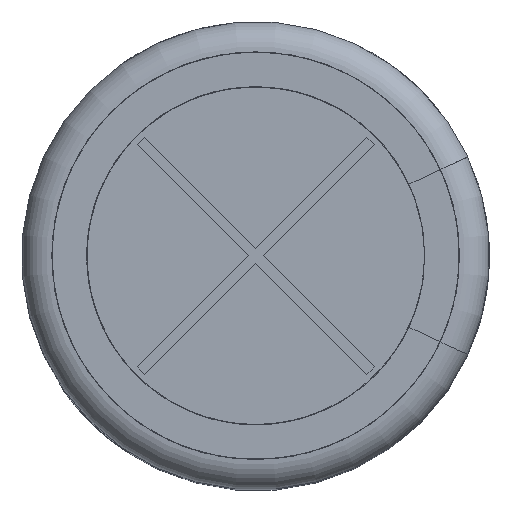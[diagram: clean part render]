
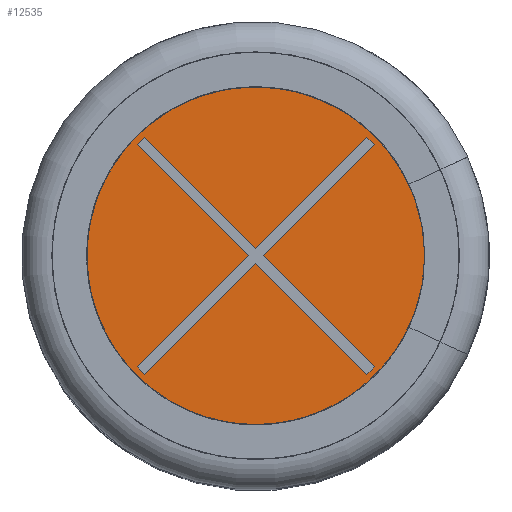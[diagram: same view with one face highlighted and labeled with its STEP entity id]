
A CAD part, top view. The second image highlights one B-rep face of the part: STEP entity #12535.
In plain terms, the highlighted planar face has unit normal (0, 0, 1).
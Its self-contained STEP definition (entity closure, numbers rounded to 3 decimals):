
#1050=LINE('',#26111,#1718);
#1053=LINE('',#26117,#1721);
#1055=LINE('',#26121,#1723);
#1057=LINE('',#26125,#1725);
#1059=LINE('',#26129,#1727);
#1061=LINE('',#26133,#1729);
#1063=LINE('',#26137,#1731);
#1065=LINE('',#26141,#1733);
#1067=LINE('',#26145,#1735);
#1069=LINE('',#26149,#1737);
#1071=LINE('',#26153,#1739);
#1073=LINE('',#26157,#1741);
#1718=VECTOR('',#15663,1000.);
#1721=VECTOR('',#15668,1000.);
#1723=VECTOR('',#15672,1000.);
#1725=VECTOR('',#15676,1000.);
#1727=VECTOR('',#15680,1000.);
#1729=VECTOR('',#15684,1000.);
#1731=VECTOR('',#15688,1000.);
#1733=VECTOR('',#15692,1000.);
#1735=VECTOR('',#15696,1000.);
#1737=VECTOR('',#15700,1000.);
#1739=VECTOR('',#15704,1000.);
#1741=VECTOR('',#15708,1000.);
#4349=ORIENTED_EDGE('',*,*,#5609,.T.);
#4350=ORIENTED_EDGE('',*,*,#5632,.T.);
#4351=ORIENTED_EDGE('',*,*,#5630,.T.);
#4352=ORIENTED_EDGE('',*,*,#5628,.T.);
#4353=ORIENTED_EDGE('',*,*,#5626,.T.);
#4354=ORIENTED_EDGE('',*,*,#5624,.T.);
#4355=ORIENTED_EDGE('',*,*,#5622,.T.);
#4356=ORIENTED_EDGE('',*,*,#5620,.T.);
#4357=ORIENTED_EDGE('',*,*,#5618,.T.);
#4358=ORIENTED_EDGE('',*,*,#5616,.T.);
#4359=ORIENTED_EDGE('',*,*,#5614,.T.);
#4360=ORIENTED_EDGE('',*,*,#5612,.T.);
#4361=ORIENTED_EDGE('',*,*,#5636,.F.);
#5609=EDGE_CURVE('',#6486,#6487,#1050,.T.);
#5612=EDGE_CURVE('',#6488,#6486,#1053,.T.);
#5614=EDGE_CURVE('',#6489,#6488,#1055,.T.);
#5616=EDGE_CURVE('',#6490,#6489,#1057,.T.);
#5618=EDGE_CURVE('',#6491,#6490,#1059,.T.);
#5620=EDGE_CURVE('',#6492,#6491,#1061,.T.);
#5622=EDGE_CURVE('',#6493,#6492,#1063,.T.);
#5624=EDGE_CURVE('',#6494,#6493,#1065,.T.);
#5626=EDGE_CURVE('',#6495,#6494,#1067,.T.);
#5628=EDGE_CURVE('',#6496,#6495,#1069,.T.);
#5630=EDGE_CURVE('',#6497,#6496,#1071,.T.);
#5632=EDGE_CURVE('',#6487,#6497,#1073,.T.);
#5636=EDGE_CURVE('',#6501,#6501,#6810,.T.);
#6486=VERTEX_POINT('',#26112);
#6487=VERTEX_POINT('',#26113);
#6488=VERTEX_POINT('',#26118);
#6489=VERTEX_POINT('',#26122);
#6490=VERTEX_POINT('',#26126);
#6491=VERTEX_POINT('',#26130);
#6492=VERTEX_POINT('',#26134);
#6493=VERTEX_POINT('',#26138);
#6494=VERTEX_POINT('',#26142);
#6495=VERTEX_POINT('',#26146);
#6496=VERTEX_POINT('',#26150);
#6497=VERTEX_POINT('',#26154);
#6501=VERTEX_POINT('',#26168);
#6810=CIRCLE('',#13381,7.843);
#7431=EDGE_LOOP('',(#4349,#4350,#4351,#4352,#4353,#4354,#4355,#4356,#4357,
#4358,#4359,#4360));
#7432=EDGE_LOOP('',(#4361));
#8061=FACE_BOUND('',#7431,.T.);
#8062=FACE_BOUND('',#7432,.T.);
#8393=PLANE('',#13382);
#12535=ADVANCED_FACE('',(#8061,#8062),#8393,.T.);
#13381=AXIS2_PLACEMENT_3D('',#26167,#15721,#15722);
#13382=AXIS2_PLACEMENT_3D('',#26169,#15723,#15724);
#15663=DIRECTION('',(0.707,0.707,0.));
#15668=DIRECTION('',(-0.707,0.707,0.));
#15672=DIRECTION('',(0.707,0.707,0.));
#15676=DIRECTION('',(-0.707,0.707,0.));
#15680=DIRECTION('',(-0.707,-0.707,0.));
#15684=DIRECTION('',(-0.707,0.707,0.));
#15688=DIRECTION('',(-0.707,-0.707,0.));
#15692=DIRECTION('',(0.707,-0.707,0.));
#15696=DIRECTION('',(-0.707,-0.707,0.));
#15700=DIRECTION('',(0.707,-0.707,0.));
#15704=DIRECTION('',(0.707,0.707,0.));
#15708=DIRECTION('',(0.707,-0.707,0.));
#15721=DIRECTION('',(0.,0.,-1.));
#15722=DIRECTION('',(-1.,0.,0.));
#15723=DIRECTION('',(0.,0.,1.));
#15724=DIRECTION('',(1.,0.,0.));
#26111=CARTESIAN_POINT('',(-4.276,4.559,24.78));
#26112=CARTESIAN_POINT('',(-4.559,4.276,24.78));
#26113=CARTESIAN_POINT('',(-4.276,4.559,24.78));
#26117=CARTESIAN_POINT('',(-0.283,0.,24.78));
#26118=CARTESIAN_POINT('',(-0.283,0.,24.78));
#26121=CARTESIAN_POINT('',(-0.283,0.,24.78));
#26122=CARTESIAN_POINT('',(-4.559,-4.276,24.78));
#26125=CARTESIAN_POINT('',(-4.276,-4.559,24.78));
#26126=CARTESIAN_POINT('',(-4.276,-4.559,24.78));
#26129=CARTESIAN_POINT('',(0.,-0.283,24.78));
#26130=CARTESIAN_POINT('',(0.,-0.283,24.78));
#26133=CARTESIAN_POINT('',(0.,-0.283,24.78));
#26134=CARTESIAN_POINT('',(4.276,-4.559,24.78));
#26137=CARTESIAN_POINT('',(4.559,-4.276,24.78));
#26138=CARTESIAN_POINT('',(4.559,-4.276,24.78));
#26141=CARTESIAN_POINT('',(0.283,0.,24.78));
#26142=CARTESIAN_POINT('',(0.283,0.,24.78));
#26145=CARTESIAN_POINT('',(0.283,0.,24.78));
#26146=CARTESIAN_POINT('',(4.559,4.276,24.78));
#26149=CARTESIAN_POINT('',(4.559,4.276,24.78));
#26150=CARTESIAN_POINT('',(4.276,4.559,24.78));
#26153=CARTESIAN_POINT('',(0.,0.283,24.78));
#26154=CARTESIAN_POINT('',(0.,0.283,24.78));
#26157=CARTESIAN_POINT('',(0.,0.283,24.78));
#26167=CARTESIAN_POINT('',(0.,0.,24.78));
#26168=CARTESIAN_POINT('',(-7.843,0.,24.78));
#26169=CARTESIAN_POINT('',(-7.843,0.,24.78));
